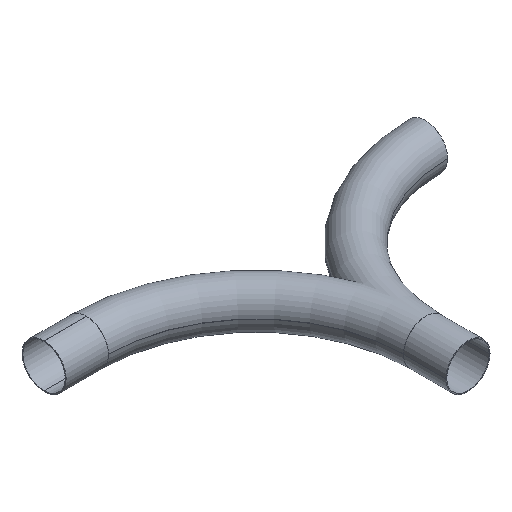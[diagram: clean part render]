
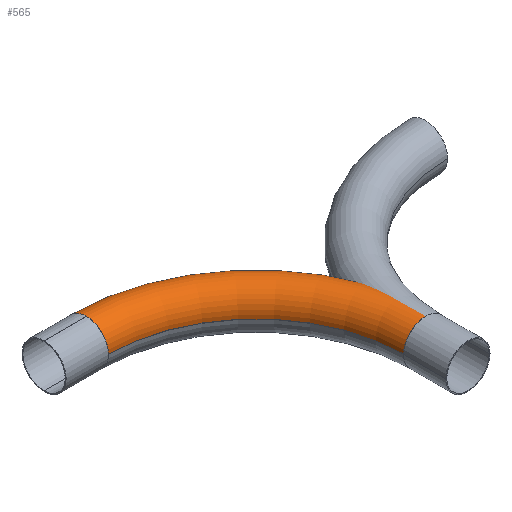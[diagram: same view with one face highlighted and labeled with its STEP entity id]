
A CAD part, isometric view. The second image highlights one B-rep face of the part: STEP entity #565.
In plain terms, the highlighted toroidal (fillet/blend) face has major radius 400 mm and minor radius 52 mm.
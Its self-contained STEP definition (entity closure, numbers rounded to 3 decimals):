
#18 = CARTESIAN_POINT ( 'NONE',  ( 52., 0., 0. ) ) ;
#30 = ORIENTED_EDGE ( 'NONE', *, *, #803, .F. ) ;
#116 = DIRECTION ( 'NONE',  ( -1., 0., 0. ) ) ;
#118 = CARTESIAN_POINT ( 'NONE',  ( -400., 452., 0. ) ) ;
#123 = FACE_OUTER_BOUND ( 'NONE', #324, .T. ) ;
#128 = VERTEX_POINT ( 'NONE', #18 ) ;
#164 = VERTEX_POINT ( 'NONE', #346 ) ;
#182 = CARTESIAN_POINT ( 'NONE',  ( 0., 0., 0. ) ) ;
#199 = CIRCLE ( 'NONE', #755, 52. ) ;
#203 = CIRCLE ( 'NONE', #559, 52. ) ;
#221 = CIRCLE ( 'NONE', #873, 348. ) ;
#250 = CIRCLE ( 'NONE', #296, 452. ) ;
#254 = VERTEX_POINT ( 'NONE', #515 ) ;
#282 = CARTESIAN_POINT ( 'NONE',  ( -400., 0., 0. ) ) ;
#285 = CIRCLE ( 'NONE', #531, 52. ) ;
#296 = AXIS2_PLACEMENT_3D ( 'NONE', #560, #407, #813 ) ;
#310 = VERTEX_POINT ( 'NONE', #816 ) ;
#318 = DIRECTION ( 'NONE',  ( 0., 1., 0. ) ) ;
#324 = EDGE_LOOP ( 'NONE', ( #491, #728, #30, #862, #879 ) ) ;
#340 = DIRECTION ( 'NONE',  ( -1., 0., 0. ) ) ;
#346 = CARTESIAN_POINT ( 'NONE',  ( -400., 348., 0. ) ) ;
#407 = DIRECTION ( 'NONE',  ( 0., 0., -1. ) ) ;
#461 = DIRECTION ( 'NONE',  ( -1., 0., 0. ) ) ;
#491 = ORIENTED_EDGE ( 'NONE', *, *, #685, .F. ) ;
#502 = AXIS2_PLACEMENT_3D ( 'NONE', #860, #727, #116 ) ;
#515 = CARTESIAN_POINT ( 'NONE',  ( -400., 400., 52. ) ) ;
#529 = EDGE_CURVE ( 'NONE', #310, #128, #199, .T. ) ;
#531 = AXIS2_PLACEMENT_3D ( 'NONE', #595, #757, #549 ) ;
#549 = DIRECTION ( 'NONE',  ( 0., 0., -1. ) ) ;
#554 = DIRECTION ( 'NONE',  ( -1., 0., 0. ) ) ;
#559 = AXIS2_PLACEMENT_3D ( 'NONE', #672, #554, #684 ) ;
#560 = CARTESIAN_POINT ( 'NONE',  ( -400., 0., 0. ) ) ;
#565 = ADVANCED_FACE ( 'NONE', ( #123 ), #593, .T. ) ;
#593 = TOROIDAL_SURFACE ( 'NONE', #502, 400., 52. ) ;
#595 = CARTESIAN_POINT ( 'NONE',  ( -400., 400., 0. ) ) ;
#657 = EDGE_CURVE ( 'NONE', #164, #310, #221, .T. ) ;
#672 = CARTESIAN_POINT ( 'NONE',  ( -400., 400., 0. ) ) ;
#684 = DIRECTION ( 'NONE',  ( 0., 0., -1. ) ) ;
#685 = EDGE_CURVE ( 'NONE', #779, #128, #250, .T. ) ;
#727 = DIRECTION ( 'NONE',  ( 0., 0., -1. ) ) ;
#728 = ORIENTED_EDGE ( 'NONE', *, *, #781, .F. ) ;
#748 = DIRECTION ( 'NONE',  ( 0., 0., -1. ) ) ;
#755 = AXIS2_PLACEMENT_3D ( 'NONE', #182, #318, #461 ) ;
#757 = DIRECTION ( 'NONE',  ( -1., 0., 0. ) ) ;
#779 = VERTEX_POINT ( 'NONE', #118 ) ;
#781 = EDGE_CURVE ( 'NONE', #254, #779, #285, .T. ) ;
#803 = EDGE_CURVE ( 'NONE', #164, #254, #203, .T. ) ;
#813 = DIRECTION ( 'NONE',  ( -1., 0., 0. ) ) ;
#816 = CARTESIAN_POINT ( 'NONE',  ( -52., 0., 0. ) ) ;
#860 = CARTESIAN_POINT ( 'NONE',  ( -400., 0., 0. ) ) ;
#862 = ORIENTED_EDGE ( 'NONE', *, *, #657, .T. ) ;
#873 = AXIS2_PLACEMENT_3D ( 'NONE', #282, #748, #340 ) ;
#879 = ORIENTED_EDGE ( 'NONE', *, *, #529, .T. ) ;
